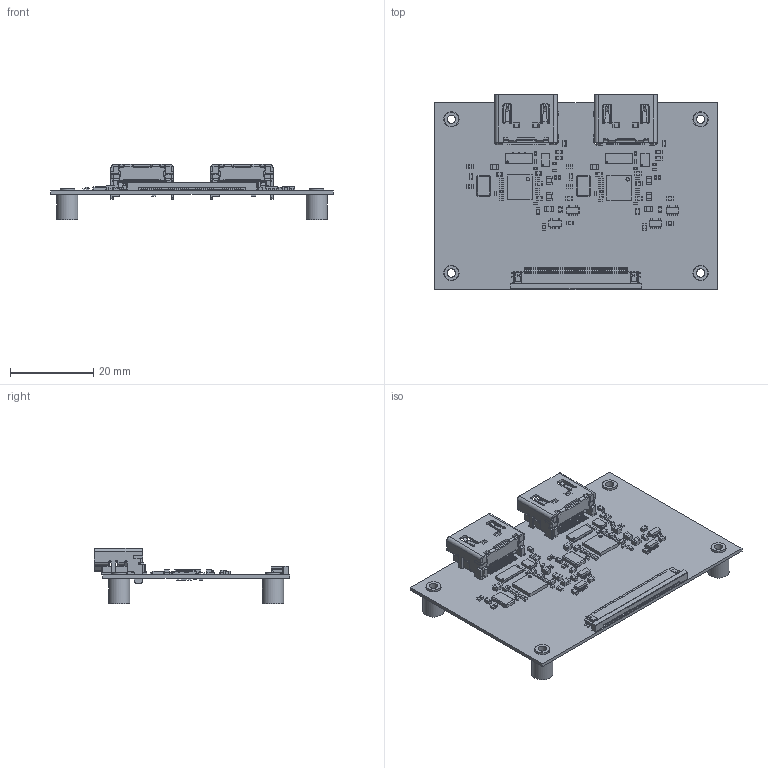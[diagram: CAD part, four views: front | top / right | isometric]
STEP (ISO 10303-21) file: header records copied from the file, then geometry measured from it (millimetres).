
FILE_DESCRIPTION(('KiCad electronic assembly'),'2;1');
FILE_NAME('antmicro-hdmi-mipi-bridge-hw.step','2025-12-30T08:01:47',( 'Pcbnew'),('Kicad'),'Open CASCADE STEP processor 7.8', 'KiCad to STEP converter','Unknown');
FILE_SCHEMA(('AUTOMOTIVE_DESIGN { 1 0 10303 214 1 1 1 1 }'));
Length unit declared in the file: millimetre
Products named in the file (27): antmicro-hdmi-mipi-bridge-hw 1; C_0402_1005Metric; C_0603_1608Metric; BGA-64-8x8-0.65mm; R_0402_1005Metric; R_0603_1608Metric; TXC_7B; FB_0805_2012Metric; term1; term2; body; sot23-5; FB_0603_1608Metric; SOT1069-2; HDMI-A_Receptacle_Molex_471511001; SOLID; COMPOUND; WE_68715014522; 6871xx14522_PIN; 6871xx14522_Patte; 6871xx14522_Patte_2; 68715014522_CAP; 68715014522; R-PDSO-N15; antmicro-hdmi-mipi-bridge-hw 1.58.1; 9774060151; antmicro-hdmi-mipi-bridge-hw_PCB
Assembly tree (172 placements, depth 3):
  antmicro-hdmi-mipi-bridge-hw 1
    C_0402_1005Metric  x38
    C_0603_1608Metric  x16
    BGA-64-8x8-0.65mm  x2
    R_0402_1005Metric  x14
    R_0603_1608Metric  x12
    TXC_7B  x2
    FB_0805_2012Metric  x8
      term1
      term2
      body
    sot23-5  x4
    FB_0603_1608Metric  x4
    SOT1069-2  x2
    HDMI-A_Receptacle_Molex_471511001  x2
      SOLID
      COMPOUND
    WE_68715014522
      6871xx14522_PIN  x50
      6871xx14522_Patte
      6871xx14522_Patte_2
      68715014522_CAP
      68715014522
    R-PDSO-N15  x2
      antmicro-hdmi-mipi-bridge-hw 1.58.1
    9774060151  x4
    antmicro-hdmi-mipi-bridge-hw_PCB
Bounding box: 68 x 47 x 13.26 mm (x, y, z)
Volume: 4336.4 mm3; surface area: 12908.2 mm2
Topology: 229 solids, 229 shells, 8454 faces, 23000 edges, 14622 vertices
Faces by surface type: plane 6209, cylinder 1653, sphere 464, bspline 128
Full cylindrical faces by diameter (mm): 0.4 x2, 0.8 x2, 2.013 x4, 3.5 x4, 3.7 x4, 5.1 x4
Entity records: 105303 total; most frequent: CARTESIAN_POINT 17367, ORIENTED_EDGE 16696, DIRECTION 15306, EDGE_CURVE 8348, LINE 7494, VECTOR 7494, VERTEX_POINT 5439, AXIS2_PLACEMENT_3D 3906
